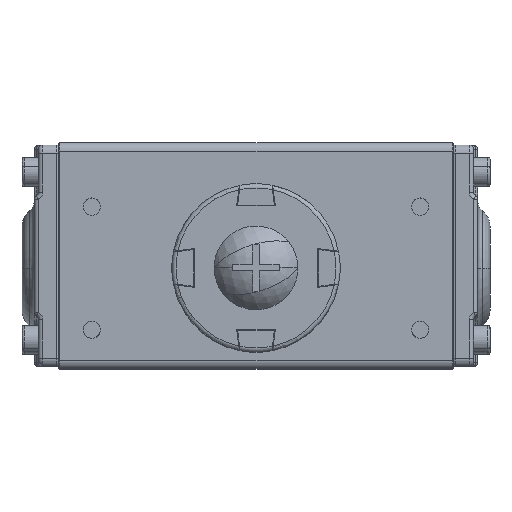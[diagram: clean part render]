
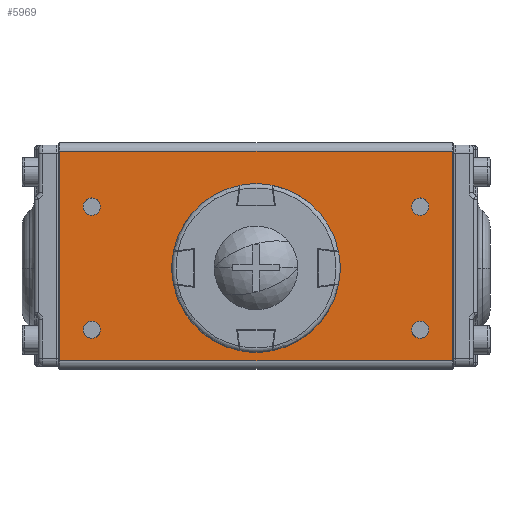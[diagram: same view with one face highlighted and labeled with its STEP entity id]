
A CAD part, top view. The second image highlights one B-rep face of the part: STEP entity #5969.
In plain terms, the highlighted planar face has unit normal (0, 0, 1).
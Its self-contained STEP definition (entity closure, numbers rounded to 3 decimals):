
#5830=CARTESIAN_POINT('',(-48.,30.5,82.5));
#5831=DIRECTION('',(0.,-0.,-1.));
#5832=DIRECTION('',(1.,-0.,0.));
#5833=AXIS2_PLACEMENT_3D('',#5830,#5831,#5832);
#5834=PLANE('',#5833);
#5835=CARTESIAN_POINT('',(-42.1,-15.,82.5));
#5836=VERTEX_POINT('',#5835);
#5837=CARTESIAN_POINT('',(-37.9,-15.,82.5));
#5838=VERTEX_POINT('',#5837);
#5839=CARTESIAN_POINT('',(-40.,-15.,82.5));
#5840=DIRECTION('',(-0.,0.,1.));
#5841=DIRECTION('',(-1.,0.,-0.));
#5842=AXIS2_PLACEMENT_3D('',#5839,#5840,#5841);
#5843=CIRCLE('',#5842,2.1);
#5844=EDGE_CURVE('NONE',#5836,#5838,#5843,.T.);
#5845=ORIENTED_EDGE('',*,*,#5844,.F.);
#5846=CARTESIAN_POINT('',(-40.,-15.,82.5));
#5847=DIRECTION('',(-0.,0.,1.));
#5848=DIRECTION('',(-1.,0.,-0.));
#5849=AXIS2_PLACEMENT_3D('',#5846,#5847,#5848);
#5850=CIRCLE('',#5849,2.1);
#5851=EDGE_CURVE('NONE',#5838,#5836,#5850,.T.);
#5852=ORIENTED_EDGE('',*,*,#5851,.F.);
#5853=EDGE_LOOP('',(#5845,#5852));
#5854=FACE_BOUND('',#5853,.T.);
#5855=CARTESIAN_POINT('',(-42.1,15.,82.5));
#5856=VERTEX_POINT('',#5855);
#5857=CARTESIAN_POINT('',(-37.9,15.,82.5));
#5858=VERTEX_POINT('',#5857);
#5859=CARTESIAN_POINT('',(-40.,15.,82.5));
#5860=DIRECTION('',(-0.,0.,1.));
#5861=DIRECTION('',(-1.,0.,-0.));
#5862=AXIS2_PLACEMENT_3D('',#5859,#5860,#5861);
#5863=CIRCLE('',#5862,2.1);
#5864=EDGE_CURVE('NONE',#5856,#5858,#5863,.T.);
#5865=ORIENTED_EDGE('',*,*,#5864,.F.);
#5866=CARTESIAN_POINT('',(-40.,15.,82.5));
#5867=DIRECTION('',(-0.,0.,1.));
#5868=DIRECTION('',(-1.,0.,-0.));
#5869=AXIS2_PLACEMENT_3D('',#5866,#5867,#5868);
#5870=CIRCLE('',#5869,2.1);
#5871=EDGE_CURVE('NONE',#5858,#5856,#5870,.T.);
#5872=ORIENTED_EDGE('',*,*,#5871,.F.);
#5873=EDGE_LOOP('',(#5865,#5872));
#5874=FACE_BOUND('',#5873,.T.);
#5875=CARTESIAN_POINT('',(37.9,15.,82.5));
#5876=VERTEX_POINT('',#5875);
#5877=CARTESIAN_POINT('',(42.1,15.,82.5));
#5878=VERTEX_POINT('',#5877);
#5879=CARTESIAN_POINT('',(40.,15.,82.5));
#5880=DIRECTION('',(-0.,0.,1.));
#5881=DIRECTION('',(-1.,0.,-0.));
#5882=AXIS2_PLACEMENT_3D('',#5879,#5880,#5881);
#5883=CIRCLE('',#5882,2.1);
#5884=EDGE_CURVE('NONE',#5876,#5878,#5883,.T.);
#5885=ORIENTED_EDGE('',*,*,#5884,.F.);
#5886=CARTESIAN_POINT('',(40.,15.,82.5));
#5887=DIRECTION('',(-0.,0.,1.));
#5888=DIRECTION('',(-1.,0.,-0.));
#5889=AXIS2_PLACEMENT_3D('',#5886,#5887,#5888);
#5890=CIRCLE('',#5889,2.1);
#5891=EDGE_CURVE('NONE',#5878,#5876,#5890,.T.);
#5892=ORIENTED_EDGE('',*,*,#5891,.F.);
#5893=EDGE_LOOP('',(#5885,#5892));
#5894=FACE_BOUND('',#5893,.T.);
#5895=CARTESIAN_POINT('',(37.9,-15.,82.5));
#5896=VERTEX_POINT('',#5895);
#5897=CARTESIAN_POINT('',(42.1,-15.,82.5));
#5898=VERTEX_POINT('',#5897);
#5899=CARTESIAN_POINT('',(40.,-15.,82.5));
#5900=DIRECTION('',(-0.,0.,1.));
#5901=DIRECTION('',(-1.,0.,-0.));
#5902=AXIS2_PLACEMENT_3D('',#5899,#5900,#5901);
#5903=CIRCLE('',#5902,2.1);
#5904=EDGE_CURVE('NONE',#5896,#5898,#5903,.T.);
#5905=ORIENTED_EDGE('',*,*,#5904,.F.);
#5906=CARTESIAN_POINT('',(40.,-15.,82.5));
#5907=DIRECTION('',(-0.,0.,1.));
#5908=DIRECTION('',(-1.,0.,-0.));
#5909=AXIS2_PLACEMENT_3D('',#5906,#5907,#5908);
#5910=CIRCLE('',#5909,2.1);
#5911=EDGE_CURVE('NONE',#5898,#5896,#5910,.T.);
#5912=ORIENTED_EDGE('',*,*,#5911,.F.);
#5913=EDGE_LOOP('',(#5905,#5912));
#5914=FACE_BOUND('',#5913,.T.);
#5915=CARTESIAN_POINT('',(-47.8,-22.5,82.5));
#5916=VERTEX_POINT('',#5915);
#5917=CARTESIAN_POINT('',(47.8,-22.5,82.5));
#5918=VERTEX_POINT('',#5917);
#5919=CARTESIAN_POINT('',(-47.8,-22.5,82.5));
#5920=DIRECTION('',(1.,-0.,0.));
#5921=VECTOR('',#5920,95.6);
#5922=LINE('',#5919,#5921);
#5923=EDGE_CURVE('',#5916,#5918,#5922,.T.);
#5924=ORIENTED_EDGE('',*,*,#5923,.T.);
#5925=CARTESIAN_POINT('',(47.8,28.5,82.5));
#5926=VERTEX_POINT('',#5925);
#5927=CARTESIAN_POINT('',(47.8,-22.5,82.5));
#5928=DIRECTION('',(0.,1.,0.));
#5929=VECTOR('',#5928,51.);
#5930=LINE('',#5927,#5929);
#5931=EDGE_CURVE('',#5918,#5926,#5930,.T.);
#5932=ORIENTED_EDGE('',*,*,#5931,.T.);
#5933=CARTESIAN_POINT('',(-47.8,28.5,82.5));
#5934=VERTEX_POINT('',#5933);
#5935=CARTESIAN_POINT('',(47.8,28.5,82.5));
#5936=DIRECTION('',(-1.,0.,-0.));
#5937=VECTOR('',#5936,95.6);
#5938=LINE('',#5935,#5937);
#5939=EDGE_CURVE('',#5926,#5934,#5938,.T.);
#5940=ORIENTED_EDGE('',*,*,#5939,.T.);
#5941=CARTESIAN_POINT('',(-47.8,28.5,82.5));
#5942=DIRECTION('',(-0.,-1.,-0.));
#5943=VECTOR('',#5942,51.);
#5944=LINE('',#5941,#5943);
#5945=EDGE_CURVE('',#5934,#5916,#5944,.T.);
#5946=ORIENTED_EDGE('',*,*,#5945,.T.);
#5947=EDGE_LOOP('',(#5924,#5932,#5940,#5946));
#5948=FACE_BOUND('',#5947,.T.);
#5949=CARTESIAN_POINT('',(0.,-7.,82.5));
#5950=VERTEX_POINT('',#5949);
#5951=CARTESIAN_POINT('',(0.,7.,82.5));
#5952=VERTEX_POINT('',#5951);
#5953=CARTESIAN_POINT('',(0.,-0.,82.5));
#5954=DIRECTION('',(0.,-0.,-1.));
#5955=DIRECTION('',(1.,-0.,0.));
#5956=AXIS2_PLACEMENT_3D('',#5953,#5954,#5955);
#5957=CIRCLE('',#5956,7.);
#5958=EDGE_CURVE('',#5950,#5952,#5957,.T.);
#5959=ORIENTED_EDGE('',*,*,#5958,.T.);
#5960=CARTESIAN_POINT('',(0.,-0.,82.5));
#5961=DIRECTION('',(0.,-0.,-1.));
#5962=DIRECTION('',(1.,-0.,0.));
#5963=AXIS2_PLACEMENT_3D('',#5960,#5961,#5962);
#5964=CIRCLE('',#5963,7.);
#5965=EDGE_CURVE('',#5952,#5950,#5964,.T.);
#5966=ORIENTED_EDGE('',*,*,#5965,.T.);
#5967=EDGE_LOOP('',(#5959,#5966));
#5968=FACE_BOUND('',#5967,.T.);
#5969=ADVANCED_FACE('',(#5854,#5874,#5894,#5914,#5948,#5968),#5834,.F.);
